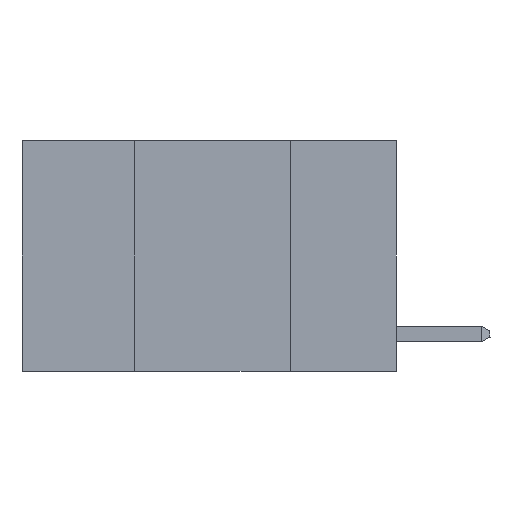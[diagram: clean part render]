
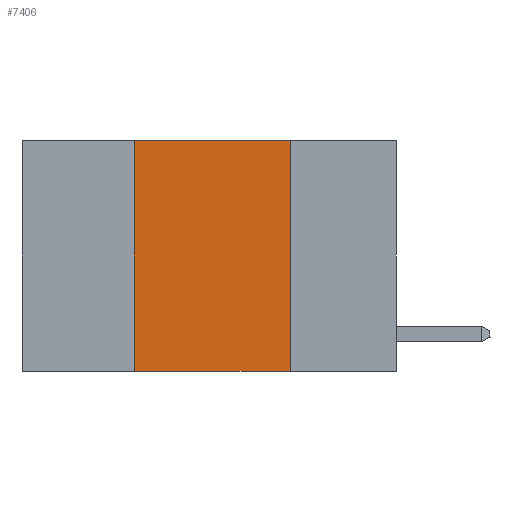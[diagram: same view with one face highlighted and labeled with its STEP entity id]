
A CAD part, left-side view. The second image highlights one B-rep face of the part: STEP entity #7406.
In plain terms, the highlighted planar face has unit normal (-1, 0, 0).
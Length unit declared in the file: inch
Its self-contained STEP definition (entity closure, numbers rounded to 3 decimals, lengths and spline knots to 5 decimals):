
#1196 = VERTEX_POINT ( 'NONE', #6737 ) ;
#1355 = DIRECTION ( 'NONE',  ( 0., 0., 1. ) ) ;
#2871 = CARTESIAN_POINT ( 'NONE',  ( 0., 0.42, 0. ) ) ;
#3310 = VERTEX_POINT ( 'NONE', #2871 ) ;
#3398 = AXIS2_PLACEMENT_3D ( 'NONE', #20233, #9966, #3441 ) ;
#3441 = DIRECTION ( 'NONE',  ( 0., 0., -1. ) ) ;
#4382 = EDGE_CURVE ( 'NONE', #1196, #18463, #19267, .T. ) ;
#5153 = VERTEX_POINT ( 'NONE', #14462 ) ;
#6450 = EDGE_LOOP ( 'NONE', ( #12219, #17863, #19182, #16236 ) ) ;
#6591 = VECTOR ( 'NONE', #1355, 39.37008 ) ;
#6737 = CARTESIAN_POINT ( 'NONE',  ( 0., 0.42, -0.37 ) ) ;
#7076 = EDGE_CURVE ( 'NONE', #5153, #18463, #18772, .T. ) ;
#7406 = ADVANCED_FACE ( 'NONE', ( #24690 ), #12051, .F. ) ;
#7595 = CARTESIAN_POINT ( 'NONE',  ( 0., 0.42, 0. ) ) ;
#8237 = DIRECTION ( 'NONE',  ( 0., 0., -1. ) ) ;
#9966 = DIRECTION ( 'NONE',  ( 1., 0., 0. ) ) ;
#12051 = PLANE ( 'NONE',  #3398 ) ;
#12219 = ORIENTED_EDGE ( 'NONE', *, *, #7076, .F. ) ;
#12420 = CARTESIAN_POINT ( 'NONE',  ( 0., 0.17, -0.37 ) ) ;
#14462 = CARTESIAN_POINT ( 'NONE',  ( 0., 0.17, 0. ) ) ;
#14565 = DIRECTION ( 'NONE',  ( 0., -1., 0. ) ) ;
#16236 = ORIENTED_EDGE ( 'NONE', *, *, #4382, .T. ) ;
#17863 = ORIENTED_EDGE ( 'NONE', *, *, #24208, .F. ) ;
#18436 = VECTOR ( 'NONE', #8237, 39.37008 ) ;
#18463 = VERTEX_POINT ( 'NONE', #12420 ) ;
#18772 = LINE ( 'NONE', #27247, #18436 ) ;
#19182 = ORIENTED_EDGE ( 'NONE', *, *, #24618, .F. ) ;
#19267 = LINE ( 'NONE', #25114, #25549 ) ;
#20233 = CARTESIAN_POINT ( 'NONE',  ( 0., 0.6, 0. ) ) ;
#20900 = LINE ( 'NONE', #7595, #6591 ) ;
#22463 = CARTESIAN_POINT ( 'NONE',  ( 0., 0.6, 0. ) ) ;
#23411 = VECTOR ( 'NONE', #26785, 39.37008 ) ;
#24208 = EDGE_CURVE ( 'NONE', #3310, #5153, #27325, .T. ) ;
#24618 = EDGE_CURVE ( 'NONE', #1196, #3310, #20900, .T. ) ;
#24690 = FACE_OUTER_BOUND ( 'NONE', #6450, .T. ) ;
#25114 = CARTESIAN_POINT ( 'NONE',  ( 0., 0.6, -0.37 ) ) ;
#25549 = VECTOR ( 'NONE', #14565, 39.37008 ) ;
#26785 = DIRECTION ( 'NONE',  ( 0., -1., 0. ) ) ;
#27247 = CARTESIAN_POINT ( 'NONE',  ( 0., 0.17, 0. ) ) ;
#27325 = LINE ( 'NONE', #22463, #23411 ) ;
